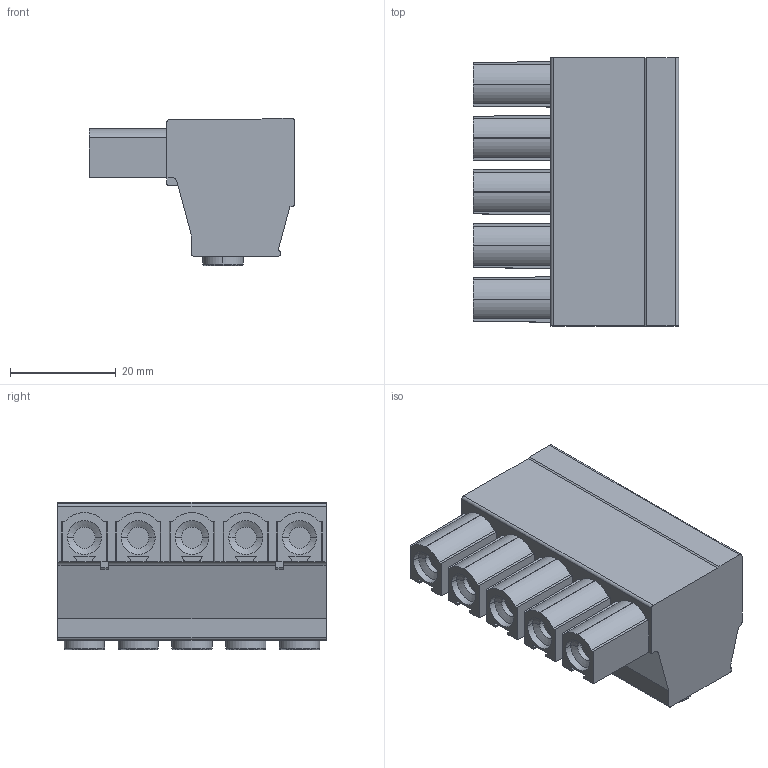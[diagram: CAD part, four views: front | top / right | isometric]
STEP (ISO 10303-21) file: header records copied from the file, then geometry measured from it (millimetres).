
FILE_DESCRIPTION((''),'2;1');
FILE_NAME('TLPS-800V-XXP-XS','2024-09-09T15:26:36',('yanfa'),(''),'CREO PARAMETRIC BY PTC INC, 2018100','CREO PARAMETRIC BY PTC INC, 2018100','');
FILE_SCHEMA(('AUTOMOTIVE_DESIGN { 1 0 10303 214 1 1 1 1 }'));
Length unit declared in the file: millimetre
Products named in the file (1): TLPS-800V-XXP-XS
Bounding box: 38.9 x 50.64 x 27.8 mm (x, y, z)
Volume: 29477.2 mm3; surface area: 10454.7 mm2
Topology: 1 solids, 1 shells, 340 faces, 904 edges, 586 vertices
Faces by surface type: plane 181, cylinder 139, cone 10, torus 10
Entity records: 10818 total; most frequent: CARTESIAN_POINT 2231, ORIENTED_EDGE 1808, DIRECTION 1729, EDGE_CURVE 904, VERTEX_POINT 586, VECTOR 576, LINE 576, AXIS2_PLACEMENT_3D 575
